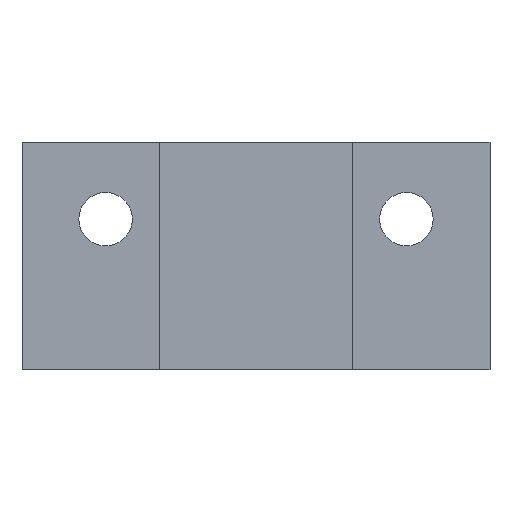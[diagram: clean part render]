
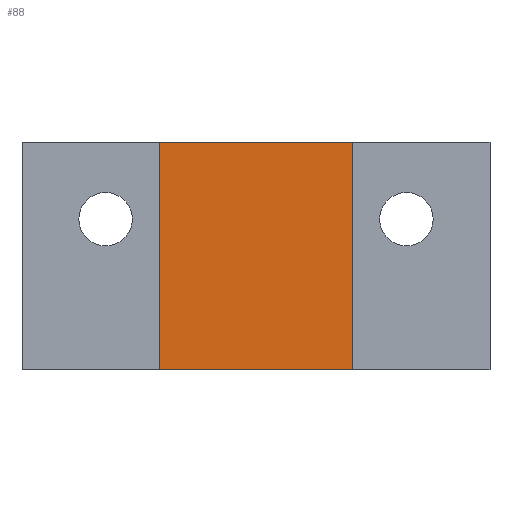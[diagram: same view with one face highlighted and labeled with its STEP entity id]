
A CAD part, front view. The second image highlights one B-rep face of the part: STEP entity #88.
In plain terms, the highlighted planar face has unit normal (0, -1, 0).
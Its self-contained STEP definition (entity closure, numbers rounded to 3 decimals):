
#88=ADVANCED_FACE('',(#152),#153,.T.);
#152=FACE_OUTER_BOUND('',#266,.T.);
#153=PLANE('',#267);
#266=EDGE_LOOP('',(#451,#452,#453,#454));
#267=AXIS2_PLACEMENT_3D('',#455,#456,#457);
#451=ORIENTED_EDGE('',*,*,#846,.F.);
#452=ORIENTED_EDGE('',*,*,#847,.F.);
#453=ORIENTED_EDGE('',*,*,#848,.F.);
#454=ORIENTED_EDGE('',*,*,#843,.T.);
#455=CARTESIAN_POINT('',(0.0,2.2,34.0));
#456=DIRECTION('',(0.0,-1.0,0.0));
#457=DIRECTION('',(0.0,0.0,-1.0));
#843=EDGE_CURVE('',#1041,#1038,#1042,.T.);
#846=EDGE_CURVE('',#1046,#1038,#1047,.T.);
#847=EDGE_CURVE('',#1048,#1046,#1049,.T.);
#848=EDGE_CURVE('',#1041,#1048,#1050,.T.);
#1038=VERTEX_POINT('',#1302);
#1041=VERTEX_POINT('',#1306);
#1042=LINE('',#1307,#1308);
#1046=VERTEX_POINT('',#1314);
#1047=LINE('',#1315,#1316);
#1048=VERTEX_POINT('',#1317);
#1049=LINE('',#1318,#1319);
#1050=LINE('',#1320,#1321);
#1302=CARTESIAN_POINT('',(-29.0,2.2,0.));
#1306=CARTESIAN_POINT('',(-29.0,2.2,68.0));
#1307=CARTESIAN_POINT('',(-29.0,2.2,34.0));
#1308=VECTOR('',#1597,1.0);
#1314=CARTESIAN_POINT('',(29.0,2.2,0.0));
#1315=CARTESIAN_POINT('',(35.0,2.2,0.));
#1316=VECTOR('',#1600,1.0);
#1317=CARTESIAN_POINT('',(29.0,2.2,68.0));
#1318=CARTESIAN_POINT('',(29.0,2.2,34.0));
#1319=VECTOR('',#1601,1.0);
#1320=CARTESIAN_POINT('',(35.0,2.2,68.0));
#1321=VECTOR('',#1602,1.0);
#1597=DIRECTION('',(0.0,0.0,-1.0));
#1600=DIRECTION('',(-1.0,0.0,0.));
#1601=DIRECTION('',(0.0,0.0,-1.0));
#1602=DIRECTION('',(1.0,0.0,0.));
